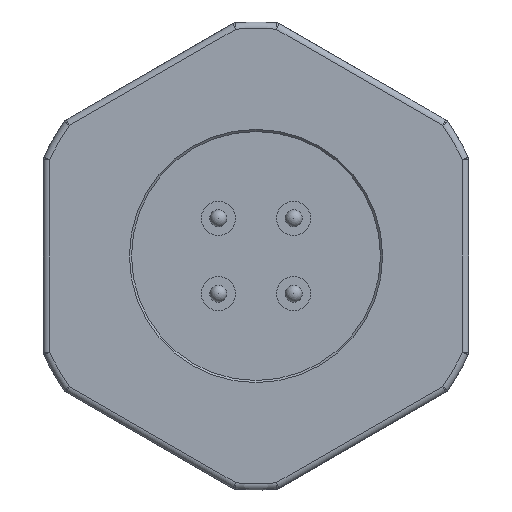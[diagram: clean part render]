
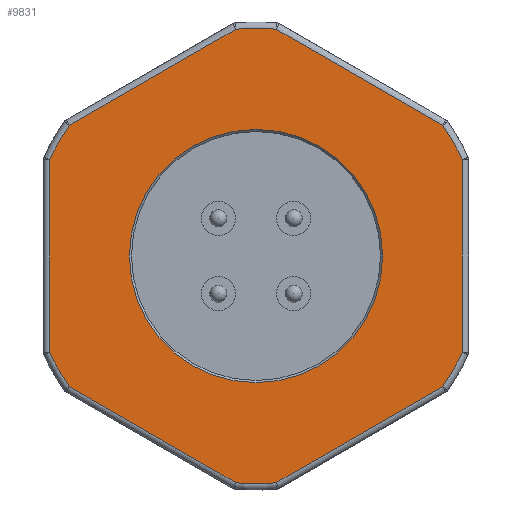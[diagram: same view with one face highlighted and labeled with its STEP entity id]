
A CAD part, left-side view. The second image highlights one B-rep face of the part: STEP entity #9831.
In plain terms, the highlighted face is planar.
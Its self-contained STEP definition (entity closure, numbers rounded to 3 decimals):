
#679=LINE('',#20179,#1525);
#685=LINE('',#20207,#1531);
#691=LINE('',#20235,#1537);
#697=LINE('',#20263,#1543);
#703=LINE('',#20291,#1549);
#709=LINE('',#20319,#1555);
#1525=VECTOR('',#11997,1000.);
#1531=VECTOR('',#12035,1000.);
#1537=VECTOR('',#12073,1000.);
#1543=VECTOR('',#12111,1000.);
#1549=VECTOR('',#12149,1000.);
#1555=VECTOR('',#12187,1000.);
#2253=PLANE('',#10646);
#3833=ORIENTED_EDGE('',*,*,#5810,.F.);
#3834=ORIENTED_EDGE('',*,*,#6022,.F.);
#3835=ORIENTED_EDGE('',*,*,#6015,.F.);
#3836=ORIENTED_EDGE('',*,*,#6008,.F.);
#3837=ORIENTED_EDGE('',*,*,#6001,.F.);
#3838=ORIENTED_EDGE('',*,*,#5994,.T.);
#3839=ORIENTED_EDGE('',*,*,#5987,.F.);
#3840=ORIENTED_EDGE('',*,*,#5980,.F.);
#3841=ORIENTED_EDGE('',*,*,#5973,.F.);
#3842=ORIENTED_EDGE('',*,*,#5966,.F.);
#3843=ORIENTED_EDGE('',*,*,#5959,.F.);
#3844=ORIENTED_EDGE('',*,*,#5952,.T.);
#3845=ORIENTED_EDGE('',*,*,#6026,.F.);
#5810=EDGE_CURVE('',#7106,#7106,#7842,.T.);
#5952=EDGE_CURVE('',#7196,#7195,#679,.T.);
#5959=EDGE_CURVE('',#7196,#7199,#7914,.T.);
#5966=EDGE_CURVE('',#7199,#7202,#685,.T.);
#5973=EDGE_CURVE('',#7202,#7205,#7922,.T.);
#5980=EDGE_CURVE('',#7205,#7208,#691,.T.);
#5987=EDGE_CURVE('',#7208,#7211,#7930,.T.);
#5994=EDGE_CURVE('',#7214,#7211,#697,.T.);
#6001=EDGE_CURVE('',#7214,#7217,#7938,.T.);
#6008=EDGE_CURVE('',#7217,#7220,#703,.T.);
#6015=EDGE_CURVE('',#7220,#7223,#7946,.T.);
#6022=EDGE_CURVE('',#7223,#7226,#709,.T.);
#6026=EDGE_CURVE('',#7226,#7195,#7952,.T.);
#7106=VERTEX_POINT('',#18158);
#7195=VERTEX_POINT('',#20172);
#7196=VERTEX_POINT('',#20176);
#7199=VERTEX_POINT('',#20190);
#7202=VERTEX_POINT('',#20204);
#7205=VERTEX_POINT('',#20218);
#7208=VERTEX_POINT('',#20232);
#7211=VERTEX_POINT('',#20246);
#7214=VERTEX_POINT('',#20260);
#7217=VERTEX_POINT('',#20274);
#7220=VERTEX_POINT('',#20288);
#7223=VERTEX_POINT('',#20302);
#7226=VERTEX_POINT('',#20316);
#7842=CIRCLE('',#10444,5.95);
#7914=CIRCLE('',#10567,10.7);
#7922=CIRCLE('',#10583,10.7);
#7930=CIRCLE('',#10599,10.7);
#7938=CIRCLE('',#10615,10.7);
#7946=CIRCLE('',#10631,10.7);
#7952=CIRCLE('',#10645,10.7);
#8404=EDGE_LOOP('',(#3833));
#8405=EDGE_LOOP('',(#3834,#3835,#3836,#3837,#3838,#3839,#3840,#3841,#3842,
#3843,#3844,#3845));
#9079=FACE_BOUND('',#8404,.T.);
#9080=FACE_BOUND('',#8405,.T.);
#9831=ADVANCED_FACE('',(#9079,#9080),#2253,.F.);
#10444=AXIS2_PLACEMENT_3D('',#18157,#11734,#11735);
#10567=AXIS2_PLACEMENT_3D('',#20193,#12016,#12017);
#10583=AXIS2_PLACEMENT_3D('',#20221,#12054,#12055);
#10599=AXIS2_PLACEMENT_3D('',#20249,#12092,#12093);
#10615=AXIS2_PLACEMENT_3D('',#20277,#12130,#12131);
#10631=AXIS2_PLACEMENT_3D('',#20305,#12168,#12169);
#10645=AXIS2_PLACEMENT_3D('',#20327,#12201,#12202);
#10646=AXIS2_PLACEMENT_3D('',#20328,#12203,#12204);
#11734=DIRECTION('',(0.,0.,-1.));
#11735=DIRECTION('',(0.,1.,0.));
#11997=DIRECTION('',(0.,-1.,0.));
#12016=DIRECTION('',(0.,0.,1.));
#12017=DIRECTION('',(0.907,0.422,0.));
#12035=DIRECTION('',(-0.866,0.5,0.));
#12054=DIRECTION('',(0.,0.,1.));
#12055=DIRECTION('',(0.088,0.996,0.));
#12073=DIRECTION('',(-0.866,-0.5,0.));
#12092=DIRECTION('',(0.,0.,1.));
#12093=DIRECTION('',(-0.819,0.574,0.));
#12111=DIRECTION('',(0.,1.,0.));
#12130=DIRECTION('',(0.,0.,1.));
#12131=DIRECTION('',(-0.907,-0.422,0.));
#12149=DIRECTION('',(0.866,-0.5,0.));
#12168=DIRECTION('',(0.,0.,1.));
#12169=DIRECTION('',(-0.088,-0.996,0.));
#12187=DIRECTION('',(0.866,0.5,0.));
#12201=DIRECTION('',(0.,0.,1.));
#12202=DIRECTION('',(0.819,-0.574,0.));
#12203=DIRECTION('',(0.,0.,1.));
#12204=DIRECTION('',(1.,0.,0.));
#18157=CARTESIAN_POINT('',(0.,0.,0.));
#18158=CARTESIAN_POINT('',(0.,5.95,0.));
#20172=CARTESIAN_POINT('',(9.7,-4.517,0.));
#20176=CARTESIAN_POINT('',(9.7,4.517,0.));
#20179=CARTESIAN_POINT('',(9.7,4.517,0.));
#20190=CARTESIAN_POINT('',(8.762,6.142,0.));
#20193=CARTESIAN_POINT('',(0.,0.,0.));
#20204=CARTESIAN_POINT('',(0.938,10.659,0.));
#20207=CARTESIAN_POINT('',(8.762,6.142,0.));
#20218=CARTESIAN_POINT('',(-0.938,10.659,0.));
#20221=CARTESIAN_POINT('',(0.,0.,0.));
#20232=CARTESIAN_POINT('',(-8.762,6.142,0.));
#20235=CARTESIAN_POINT('',(-0.938,10.659,0.));
#20246=CARTESIAN_POINT('',(-9.7,4.517,0.));
#20249=CARTESIAN_POINT('',(0.,0.,0.));
#20260=CARTESIAN_POINT('',(-9.7,-4.517,0.));
#20263=CARTESIAN_POINT('',(-9.7,-4.517,0.));
#20274=CARTESIAN_POINT('',(-8.762,-6.142,0.));
#20277=CARTESIAN_POINT('',(0.,0.,0.));
#20288=CARTESIAN_POINT('',(-0.938,-10.659,0.));
#20291=CARTESIAN_POINT('',(-8.762,-6.142,0.));
#20302=CARTESIAN_POINT('',(0.938,-10.659,0.));
#20305=CARTESIAN_POINT('',(0.,0.,0.));
#20316=CARTESIAN_POINT('',(8.762,-6.142,0.));
#20319=CARTESIAN_POINT('',(0.938,-10.659,0.));
#20327=CARTESIAN_POINT('',(0.,0.,0.));
#20328=CARTESIAN_POINT('',(0.,0.,0.));
